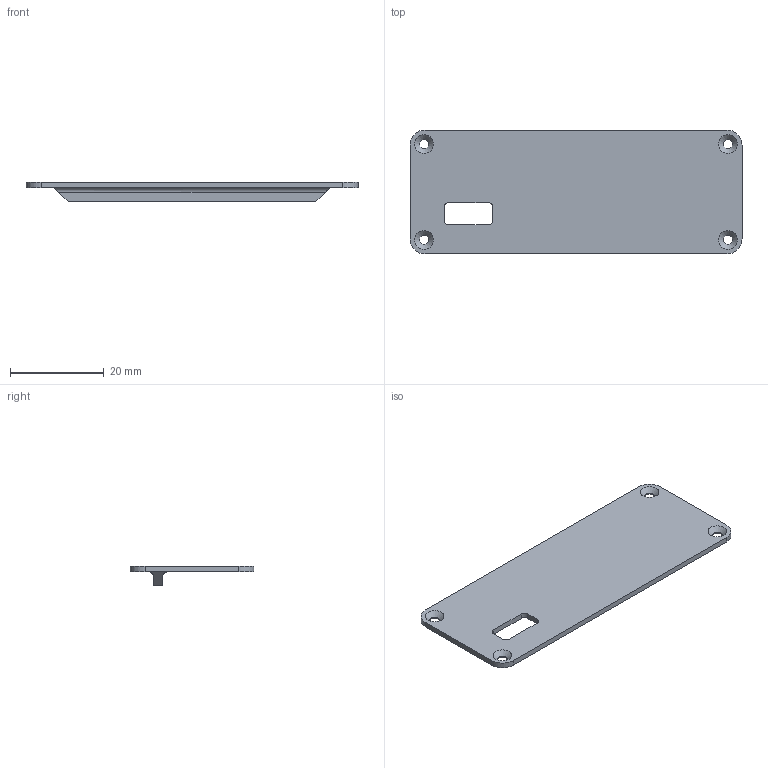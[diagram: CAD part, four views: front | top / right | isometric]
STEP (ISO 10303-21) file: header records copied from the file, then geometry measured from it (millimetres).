
FILE_DESCRIPTION(/* description */ (''),/* implementation_level */ '2;1');
FILE_NAME(/* name */ 'cover-usb-ms.stp',/* time_stamp */ '2025-07-06T12:30:35+08:00',/* author */ ('Toby'),/* organization */ (''),/* preprocessor_version */ 'ST-DEVELOPER v18.1',/* originating_system */ 'Autodesk Inventor 2021',/* authorisation */ '');
FILE_SCHEMA (('AUTOMOTIVE_DESIGN { 1 0 10303 214 3 1 1 }'));
Length unit declared in the file: millimetre
Products named in the file (1): cover
Bounding box: 71 x 26.5 x 4.2 mm (x, y, z)
Volume: 2517.3 mm3; surface area: 4195.2 mm2
Topology: 1 solids, 1 shells, 33 faces, 94 edges, 64 vertices
Faces by surface type: plane 15, cylinder 14, cone 4
Full cylindrical faces by diameter (mm): 2 x4
Entity records: 1161 total; most frequent: DIRECTION 202, CARTESIAN_POINT 192, ORIENTED_EDGE 188, EDGE_CURVE 94, AXIS2_PLACEMENT_3D 74, VERTEX_POINT 64, LINE 54, VECTOR 54
